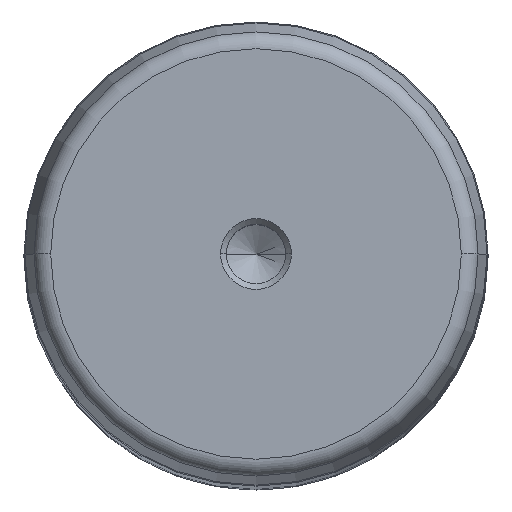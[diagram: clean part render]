
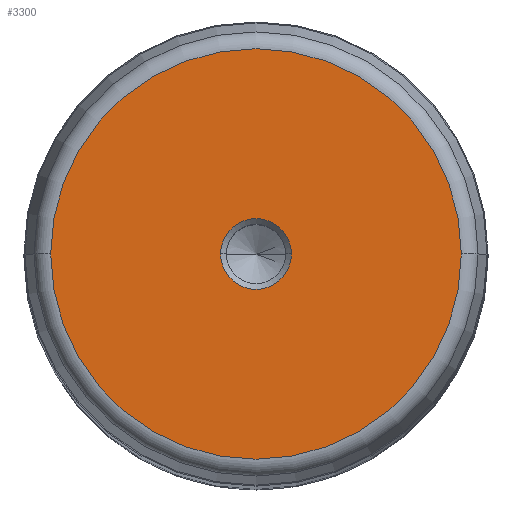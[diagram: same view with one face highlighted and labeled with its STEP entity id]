
A CAD part, top view. The second image highlights one B-rep face of the part: STEP entity #3300.
In plain terms, the highlighted planar face has unit normal (0, 0, 1).
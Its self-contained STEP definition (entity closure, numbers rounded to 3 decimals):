
#277 = AXIS2_PLACEMENT_3D ( 'NONE', #2619, #3448, #1022 ) ;
#365 = VERTEX_POINT ( 'NONE', #3168 ) ;
#375 = CARTESIAN_POINT ( 'NONE',  ( 0., 0., 400. ) ) ;
#511 = EDGE_CURVE ( 'NONE', #3379, #1837, #1019, .T. ) ;
#549 = FACE_OUTER_BOUND ( 'NONE', #829, .T. ) ;
#659 = AXIS2_PLACEMENT_3D ( 'NONE', #375, #3327, #3316 ) ;
#729 = EDGE_CURVE ( 'NONE', #365, #767, #2901, .T. ) ;
#767 = VERTEX_POINT ( 'NONE', #1061 ) ;
#829 = EDGE_LOOP ( 'NONE', ( #2316, #1241 ) ) ;
#897 = CARTESIAN_POINT ( 'NONE',  ( 6.1, 0., 400. ) ) ;
#935 = EDGE_LOOP ( 'NONE', ( #1477, #1015 ) ) ;
#1015 = ORIENTED_EDGE ( 'NONE', *, *, #3433, .T. ) ;
#1019 = CIRCLE ( 'NONE', #659, 6.1 ) ;
#1022 = DIRECTION ( 'NONE',  ( 1., 0., 0. ) ) ;
#1061 = CARTESIAN_POINT ( 'NONE',  ( 35.379, 0., 400. ) ) ;
#1120 = CARTESIAN_POINT ( 'NONE',  ( 0., 0., 400. ) ) ;
#1138 = DIRECTION ( 'NONE',  ( 0., 0., -1. ) ) ;
#1156 = PLANE ( 'NONE',  #2464 ) ;
#1201 = CARTESIAN_POINT ( 'NONE',  ( 0., 0., 400. ) ) ;
#1241 = ORIENTED_EDGE ( 'NONE', *, *, #1982, .F. ) ;
#1322 = AXIS2_PLACEMENT_3D ( 'NONE', #1120, #3002, #2213 ) ;
#1403 = DIRECTION ( 'NONE',  ( -1., 0., 0. ) ) ;
#1471 = DIRECTION ( 'NONE',  ( 1., 0., 0. ) ) ;
#1477 = ORIENTED_EDGE ( 'NONE', *, *, #511, .T. ) ;
#1837 = VERTEX_POINT ( 'NONE', #2582 ) ;
#1969 = FACE_BOUND ( 'NONE', #935, .T. ) ;
#1982 = EDGE_CURVE ( 'NONE', #767, #365, #3280, .T. ) ;
#2213 = DIRECTION ( 'NONE',  ( -1., 0., 0. ) ) ;
#2316 = ORIENTED_EDGE ( 'NONE', *, *, #729, .F. ) ;
#2464 = AXIS2_PLACEMENT_3D ( 'NONE', #1201, #3071, #1471 ) ;
#2517 = CIRCLE ( 'NONE', #277, 6.1 ) ;
#2582 = CARTESIAN_POINT ( 'NONE',  ( -6.1, 0., 400. ) ) ;
#2619 = CARTESIAN_POINT ( 'NONE',  ( 0., 0., 400. ) ) ;
#2718 = CARTESIAN_POINT ( 'NONE',  ( 0., 0., 400. ) ) ;
#2901 = CIRCLE ( 'NONE', #3390, 35.379 ) ;
#3002 = DIRECTION ( 'NONE',  ( 0., 0., -1. ) ) ;
#3071 = DIRECTION ( 'NONE',  ( 0., 0., 1. ) ) ;
#3168 = CARTESIAN_POINT ( 'NONE',  ( -35.379, 0., 400. ) ) ;
#3280 = CIRCLE ( 'NONE', #1322, 35.379 ) ;
#3300 = ADVANCED_FACE ( 'NONE', ( #1969, #549 ), #1156, .T. ) ;
#3316 = DIRECTION ( 'NONE',  ( 1., 0., 0. ) ) ;
#3327 = DIRECTION ( 'NONE',  ( 0., 0., -1. ) ) ;
#3379 = VERTEX_POINT ( 'NONE', #897 ) ;
#3390 = AXIS2_PLACEMENT_3D ( 'NONE', #2718, #1138, #1403 ) ;
#3433 = EDGE_CURVE ( 'NONE', #1837, #3379, #2517, .T. ) ;
#3448 = DIRECTION ( 'NONE',  ( 0., 0., -1. ) ) ;
